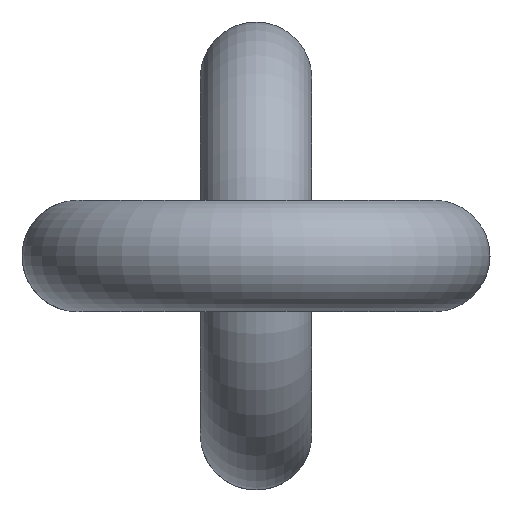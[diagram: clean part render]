
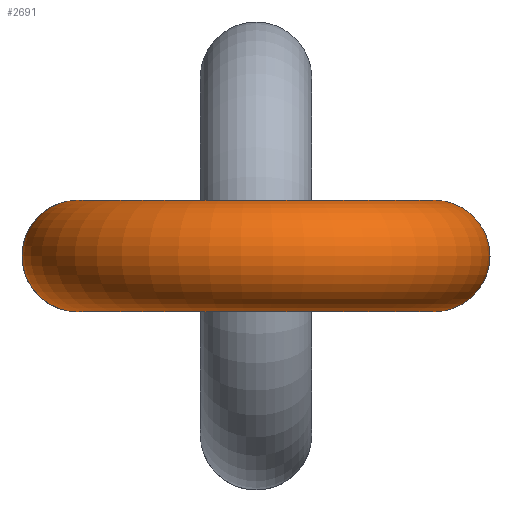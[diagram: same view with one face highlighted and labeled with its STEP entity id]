
A CAD part, left-side view. The second image highlights one B-rep face of the part: STEP entity #2691.
In plain terms, the highlighted toroidal (fillet/blend) face has major radius 16 mm and minor radius 5 mm.
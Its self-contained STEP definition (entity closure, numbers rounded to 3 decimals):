
#206 = DIRECTION ( 'NONE',  ( 0., 0., 1. ) ) ;
#1048 = CARTESIAN_POINT ( 'NONE',  ( -21.5, 0., 16. ) ) ;
#2058 = CIRCLE ( 'NONE', #8980, 5. ) ;
#2390 = CARTESIAN_POINT ( 'NONE',  ( -21.5, 0., 0. ) ) ;
#2691 = ADVANCED_FACE ( 'NONE', ( #9455, #3635 ), #4590, .T. ) ;
#3109 = ORIENTED_EDGE ( 'NONE', *, *, #9496, .T. ) ;
#3475 = AXIS2_PLACEMENT_3D ( 'NONE', #2390, #8497, #7563 ) ;
#3527 = CARTESIAN_POINT ( 'NONE',  ( -21.5, 0., -21. ) ) ;
#3558 = VERTEX_POINT ( 'NONE', #8873 ) ;
#3580 = CIRCLE ( 'NONE', #9147, 5. ) ;
#3635 = FACE_OUTER_BOUND ( 'NONE', #5726, .T. ) ;
#4590 = TOROIDAL_SURFACE ( 'NONE', #3475, 16., 5. ) ;
#4651 = CARTESIAN_POINT ( 'NONE',  ( -21.5, 0., -16. ) ) ;
#4889 = EDGE_CURVE ( 'NONE', #5509, #5509, #2058, .T. ) ;
#5509 = VERTEX_POINT ( 'NONE', #3527 ) ;
#5517 = ORIENTED_EDGE ( 'NONE', *, *, #4889, .F. ) ;
#5726 = EDGE_LOOP ( 'NONE', ( #3109 ) ) ;
#7544 = EDGE_LOOP ( 'NONE', ( #5517 ) ) ;
#7563 = DIRECTION ( 'NONE',  ( 0., 0., 1. ) ) ;
#8105 = DIRECTION ( 'NONE',  ( 0., 0., -1. ) ) ;
#8497 = DIRECTION ( 'NONE',  ( 0., 1., 0. ) ) ;
#8873 = CARTESIAN_POINT ( 'NONE',  ( -21.5, 0., 21. ) ) ;
#8980 = AXIS2_PLACEMENT_3D ( 'NONE', #4651, #9103, #8105 ) ;
#9103 = DIRECTION ( 'NONE',  ( 1., 0., 0. ) ) ;
#9147 = AXIS2_PLACEMENT_3D ( 'NONE', #1048, #10877, #206 ) ;
#9455 = FACE_OUTER_BOUND ( 'NONE', #7544, .T. ) ;
#9496 = EDGE_CURVE ( 'NONE', #3558, #3558, #3580, .T. ) ;
#10877 = DIRECTION ( 'NONE',  ( -1., 0., 0. ) ) ;
